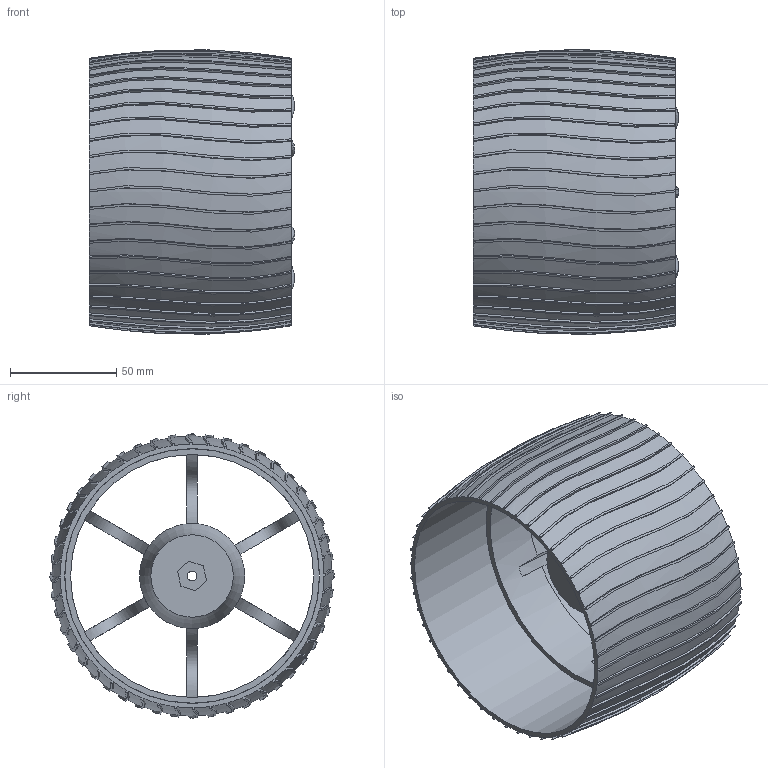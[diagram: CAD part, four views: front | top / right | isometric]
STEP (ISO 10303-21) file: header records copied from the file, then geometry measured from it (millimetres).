
FILE_DESCRIPTION(/* description */ (''),/* implementation_level */ '2;1');
FILE_NAME(/* name */ 'Mars Rover Wheel v18.stp',/* time_stamp */ '2020-12-05T18:07:47+01:00',/* author */ (''),/* organization */ (''),/* preprocessor_version */ 'ST-DEVELOPER v18.1',/* originating_system */ 'Autodesk Translation Framework v9.3.0.1241',/* authorisation */ '');
FILE_SCHEMA (('AUTOMOTIVE_DESIGN { 1 0 10303 214 3 1 1 }'));
Length unit declared in the file: millimetre
Products named in the file (1): Mars Rover Wheel
Bounding box: 96.53 x 133.91 x 133.82 mm (x, y, z)
Volume: 250876.2 mm3; surface area: 120495.4 mm2
Topology: 3 solids, 3 shells, 281 faces, 829 edges, 555 vertices
Faces by surface type: bspline 218, plane 55, cylinder 6, torus 1, cone 1
Full cylindrical faces by diameter (mm): 4.5 x1, 11 x1, 49.5 x1, 114.373 x1, 119.8 x1, 120 x1
Entity records: 30769 total; most frequent: CARTESIAN_POINT 24378, ORIENTED_EDGE 1670, DIRECTION 905, EDGE_CURVE 835, VERTEX_POINT 561, AXIS2_PLACEMENT_3D 302, LINE 301, VECTOR 301
